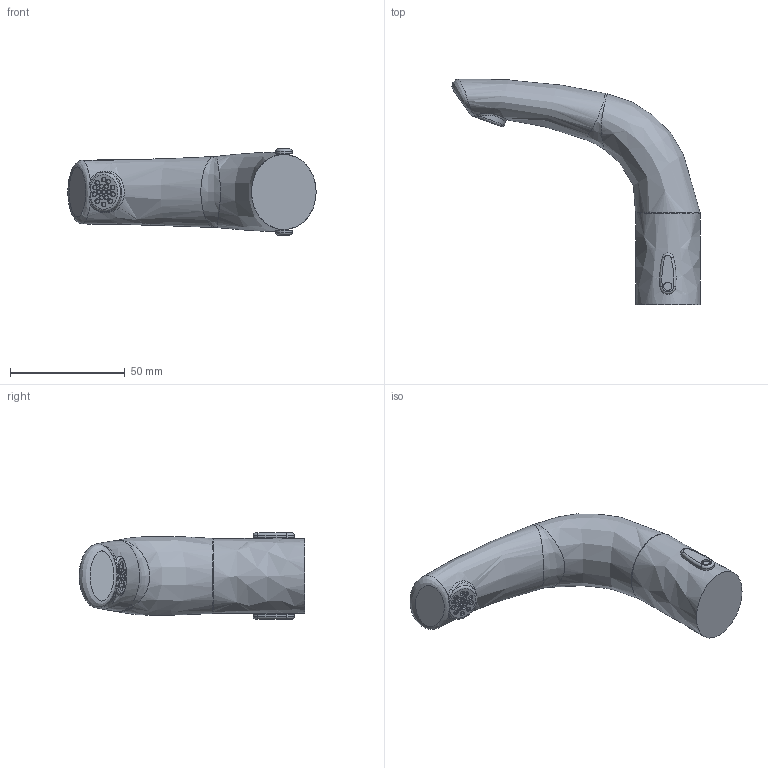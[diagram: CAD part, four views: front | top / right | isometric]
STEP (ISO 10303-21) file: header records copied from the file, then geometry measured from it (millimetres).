
FILE_DESCRIPTION((''),'2;1');
FILE_NAME('faucet.stp','2018-01-24T11:59:43',('Mikes'),(''),'Autodesk Inventor 2010','Autodesk Inventor 2010','');
FILE_SCHEMA(('AUTOMOTIVE_DESIGN { 1 0 10303 214 1 1 1 1 }'));
Length unit declared in the file: millimetre
Products named in the file (1): faucet
Bounding box: 108.23 x 98.36 x 37.5 mm (x, y, z)
Volume: 91743.6 mm3; surface area: 15416.6 mm2
Topology: 1 solids, 1 shells, 97 faces, 204 edges, 127 vertices
Faces by surface type: bspline 26, torus 25, cylinder 23, plane 23
Full cylindrical faces by diameter (mm): 2 x17, 3.619 x2
Entity records: 3969 total; most frequent: CARTESIAN_POINT 2151, DIRECTION 352, ORIENTED_EDGE 294, AXIS2_PLACEMENT_3D 170, EDGE_LOOP 159, EDGE_CURVE 147, VERTEX_POINT 114, FACE_OUTER_BOUND 97
